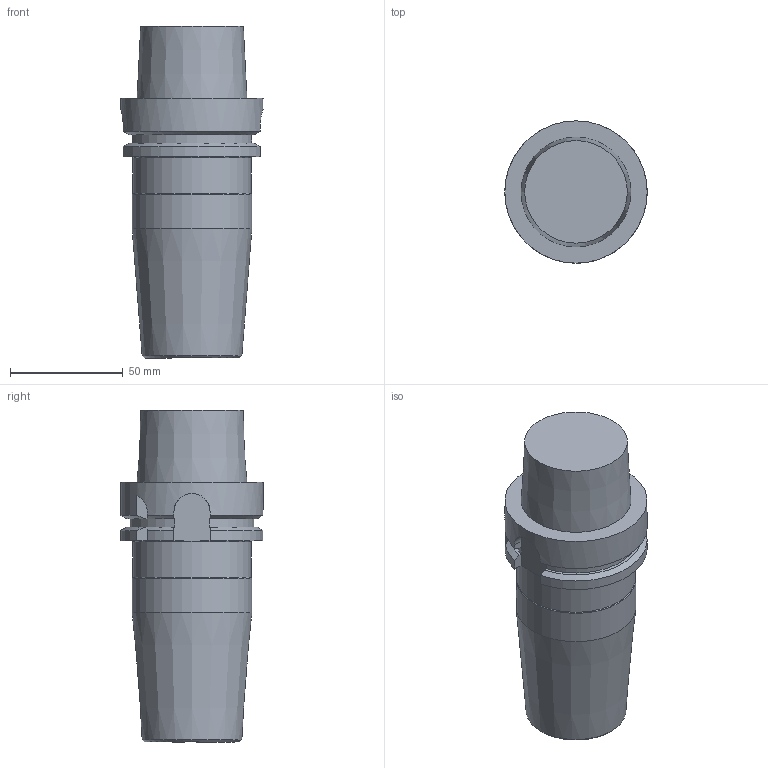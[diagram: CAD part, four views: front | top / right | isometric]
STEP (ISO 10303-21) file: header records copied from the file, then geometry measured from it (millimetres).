
FILE_DESCRIPTION(/* description */ (''),/* implementation_level */ '2;1');
FILE_NAME(/* name */ '1489150104553.stp',/* time_stamp */ '2017-03-10T13:48:37+01:00',/* author */ (''),/* organization */ ('SMS'),/* preprocessor_version */ 'ST-DEVELOPER v15',/* originating_system */ 'SIEMENS PLM Software NX 8.5',/* authorisation */ '');
FILE_SCHEMA (('AUTOMOTIVE_DESIGN { 1 0 10303 214 3 1 1 1 }'));
Length unit declared in the file: millimetre
Products named in the file (1): HA06-SH25Q-S-115
Bounding box: 63 x 63 x 147 mm (x, y, z)
Volume: 274415.5 mm3; surface area: 38874.9 mm2
Topology: 2 solids, 2 shells, 52 faces, 153 edges, 106 vertices
Faces by surface type: plane 26, cylinder 14, cone 11, torus 1
Full cylindrical faces by diameter (mm): 25 x1, 25.6 x1, 52.5 x1, 53 x1, 63 x1
Entity records: 1749 total; most frequent: CARTESIAN_POINT 400, ORIENTED_EDGE 270, DIRECTION 260, EDGE_CURVE 135, VERTEX_POINT 99, AXIS2_PLACEMENT_3D 95, LINE 70, VECTOR 70
